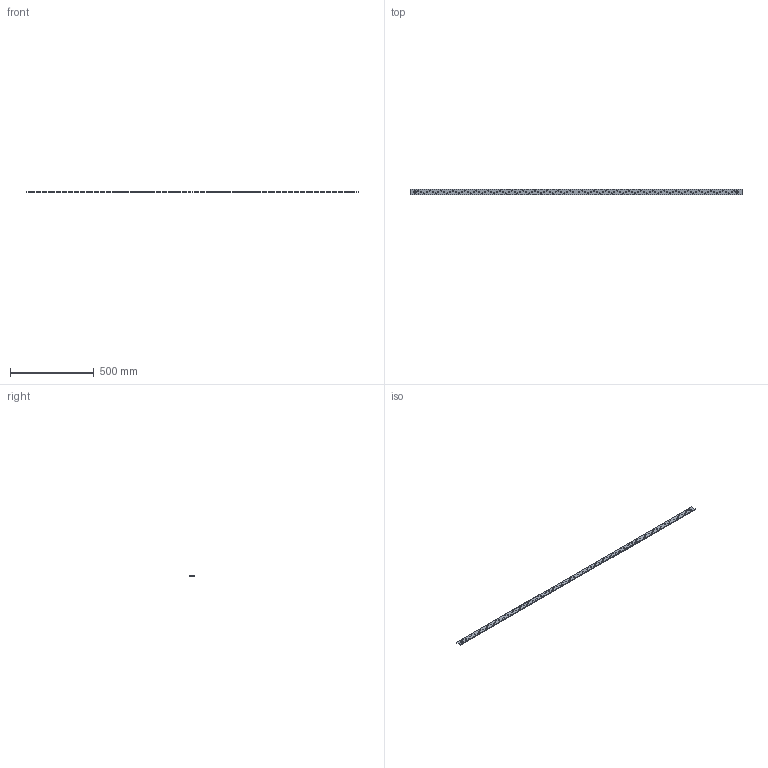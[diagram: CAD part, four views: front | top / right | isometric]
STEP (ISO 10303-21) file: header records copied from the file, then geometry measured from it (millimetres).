
FILE_DESCRIPTION(('STEP AP203'),'1');
FILE_NAME('tcbw32x5-2m.stp','2024-06-30T10:32:57',('TraceParts'),('TraceParts S.A.'),'Spatial InterOp 3D',' ',' ');
FILE_SCHEMA(('CONFIG_CONTROL_DESIGN'));
Length unit declared in the file: millimetre
Products named in the file (1): 1
Bounding box: 1985 x 32 x 5 mm (x, y, z)
Volume: 299630.4 mm3; surface area: 148367.2 mm2
Topology: 1 solids, 1 shells, 241 faces, 714 edges, 476 vertices
Faces by surface type: cylinder 229, plane 12
Entity records: 8830 total; most frequent: DIRECTION 1656, CARTESIAN_POINT 1432, ORIENTED_EDGE 1428, EDGE_CURVE 714, AXIS2_PLACEMENT_3D 700, VERTEX_POINT 476, EDGE_LOOP 462, CIRCLE 458
